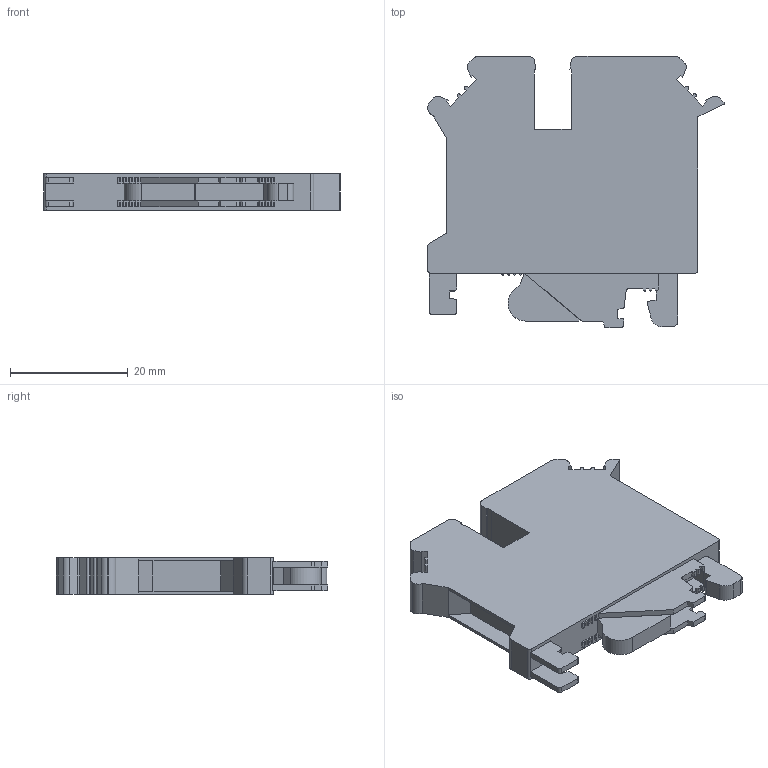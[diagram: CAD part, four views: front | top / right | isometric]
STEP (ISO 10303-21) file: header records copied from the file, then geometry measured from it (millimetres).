
FILE_DESCRIPTION((''),'2;1');
FILE_NAME('PRT0001','2022-11-08T',('Administrator'),(''),'PRO/ENGINEER BY PARAMETRIC TECHNOLOGY CORPORATION, 2013230','PRO/ENGINEER BY PARAMETRIC TECHNOLOGY CORPORATION, 2013230','');
FILE_SCHEMA(('CONFIG_CONTROL_DESIGN'));
Length unit declared in the file: millimetre
Products named in the file (1): PRT0001
Bounding box: 50.35 x 46 x 6.2 mm (x, y, z)
Volume: 9162.9 mm3; surface area: 5647.8 mm2
Topology: 1 solids, 1 shells, 246 faces, 677 edges, 446 vertices
Faces by surface type: plane 175, cylinder 71
Entity records: 7815 total; most frequent: CARTESIAN_POINT 1369, ORIENTED_EDGE 1354, DIRECTION 1313, EDGE_CURVE 677, VECTOR 533, LINE 533, VERTEX_POINT 446, AXIS2_PLACEMENT_3D 390
